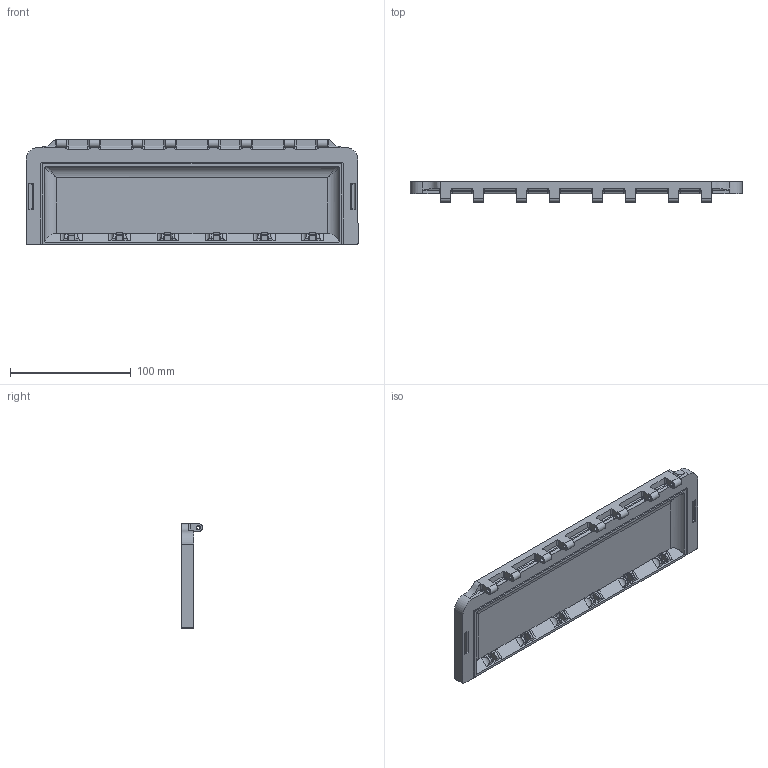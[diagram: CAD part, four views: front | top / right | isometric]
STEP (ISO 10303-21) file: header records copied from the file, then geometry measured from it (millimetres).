
FILE_DESCRIPTION (( 'STEP AP214' ), '1' );
FILE_NAME ('CFV5_SCase_Lid-Split-Back.STEP', '2025-01-11T16:51:14', ( '' ), ( '' ), 'SwSTEP 2.0', 'SolidWorks 2025', '' );
FILE_SCHEMA (( 'AUTOMOTIVE_DESIGN' ));
Length unit declared in the file: millimetre
Products named in the file (1): CFV5_SCase_Lid-Split-Back
Bounding box: 275.2 x 17.19 x 87 mm (x, y, z)
Volume: 136834.1 mm3; surface area: 61591.8 mm2
Topology: 1 solids, 1 shells, 385 faces, 993 edges, 594 vertices
Faces by surface type: cylinder 178, plane 124, torus 58, sphere 16, bspline 9
Entity records: 12579 total; most frequent: CARTESIAN_POINT 3348, DIRECTION 1951, ORIENTED_EDGE 1948, EDGE_CURVE 974, AXIS2_PLACEMENT_3D 737, VERTEX_POINT 594, VECTOR 477, LINE 477
